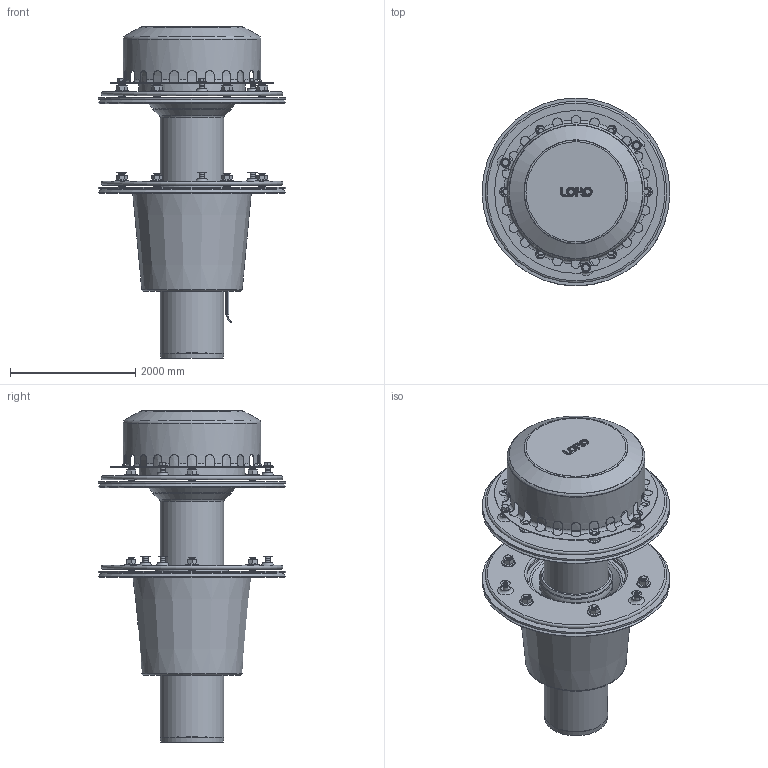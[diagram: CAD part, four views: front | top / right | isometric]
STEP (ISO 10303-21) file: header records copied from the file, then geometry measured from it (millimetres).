
FILE_DESCRIPTION(/* description */ (''),/* implementation_level */ '2;1');
FILE_NAME(/* name */ '21323.100X_3D.stp',/* time_stamp */ '2024-12-12T08:16:29+01:00',/* author */ ('CAD'),/* organization */ (''),/* preprocessor_version */ 'ST-DEVELOPER v20',/* originating_system */ 'AutoCAD Mechanical',/* authorisation */ '');
FILE_SCHEMA (('AUTOMOTIVE_DESIGN { 1 0 10303 214 3 1 1 }'));
Length unit declared in the file: centimetre
Products named in the file (2): Product; *S0
Assembly tree (1 placements, depth 2):
  Product
    *S0
Bounding box: 3000 x 3000 x 5302.5 mm (x, y, z)
Volume: 3424611235.3 mm3; surface area: 154938686 mm2
Topology: 65 solids, 71 shells, 1367 faces, 3092 edges, 1857 vertices
Faces by surface type: cone 594, plane 372, cylinder 214, torus 181, sphere 3, bspline 3
Full cylindrical faces by diameter (mm): 60 x3, 70 x12, 80 x27, 83.76 x12, 105 x2, 160 x24, 992 x2, 1016 x4, 1054 x1, 1078 x1, 1134 x1, 1135.991 x1, 1158 x2, 1250 x1, 1470 x1, 1600 x2, 2180 x1, 2200 x1, 2600 x1, 3000 x2
Entity records: 43783 total; most frequent: CARTESIAN_POINT 12781, DIRECTION 6753, ORIENTED_EDGE 6172, EDGE_CURVE 3086, AXIS2_PLACEMENT_3D 2850, VERTEX_POINT 1855, EDGE_LOOP 1545, CIRCLE 1480
